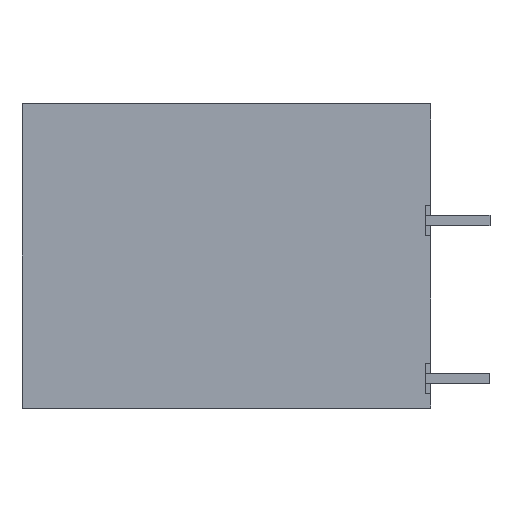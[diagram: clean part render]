
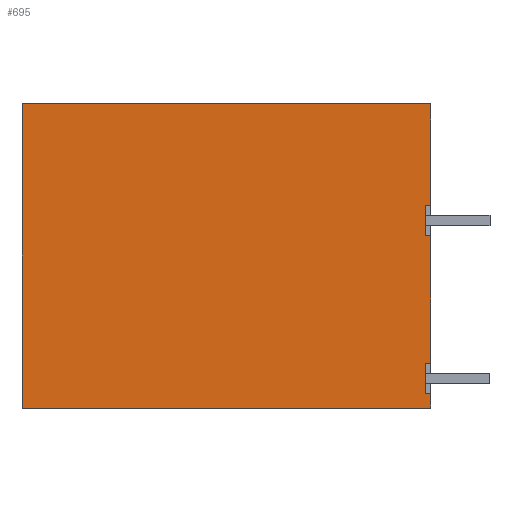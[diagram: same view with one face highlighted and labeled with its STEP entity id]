
A CAD part, left-side view. The second image highlights one B-rep face of the part: STEP entity #695.
In plain terms, the highlighted planar face has unit normal (-1, 0, 0).
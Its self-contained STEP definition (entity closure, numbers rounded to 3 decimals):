
#625=AXIS2_PLACEMENT_3D('Plane Axis2P3D',#622,#623,#624) ;
#188=CARTESIAN_POINT('Vertex',(0.,3.8,0.85)) ;
#232=CARTESIAN_POINT('Vertex',(0.,3.8,2.65)) ;
#235=CARTESIAN_POINT('Line Origine',(0.,3.8,1.75)) ;
#556=CARTESIAN_POINT('Vertex',(0.,3.5,0.85)) ;
#559=CARTESIAN_POINT('Line Origine',(0.,3.65,0.85)) ;
#577=CARTESIAN_POINT('Line Origine',(0.,3.5,0.425)) ;
#581=CARTESIAN_POINT('Vertex',(0.,3.5,0.)) ;
#602=CARTESIAN_POINT('Line Origine',(0.,15.6,0.)) ;
#606=CARTESIAN_POINT('Vertex',(0.,27.7,0.)) ;
#622=CARTESIAN_POINT('Axis2P3D Location',(0.,0.,0.)) ;
#627=CARTESIAN_POINT('Line Origine',(0.,3.8,11.1)) ;
#631=CARTESIAN_POINT('Vertex',(0.,3.8,12.)) ;
#633=CARTESIAN_POINT('Vertex',(0.,3.8,10.2)) ;
#636=CARTESIAN_POINT('Line Origine',(0.,3.65,12.)) ;
#640=CARTESIAN_POINT('Vertex',(0.,3.5,12.)) ;
#643=CARTESIAN_POINT('Line Origine',(0.,3.5,15.)) ;
#647=CARTESIAN_POINT('Vertex',(0.,3.5,18.)) ;
#650=CARTESIAN_POINT('Line Origine',(0.,15.6,18.)) ;
#654=CARTESIAN_POINT('Vertex',(0.,27.7,18.)) ;
#657=CARTESIAN_POINT('Line Origine',(0.,27.7,9.)) ;
#662=CARTESIAN_POINT('Line Origine',(0.,3.65,2.65)) ;
#666=CARTESIAN_POINT('Vertex',(0.,3.5,2.65)) ;
#669=CARTESIAN_POINT('Line Origine',(0.,3.5,6.425)) ;
#673=CARTESIAN_POINT('Vertex',(0.,3.5,10.2)) ;
#676=CARTESIAN_POINT('Line Origine',(0.,3.65,10.2)) ;
#236=DIRECTION('Vector Direction',(0.,0.,-1.)) ;
#560=DIRECTION('Vector Direction',(0.,1.,0.)) ;
#578=DIRECTION('Vector Direction',(0.,0.,-1.)) ;
#603=DIRECTION('Vector Direction',(0.,1.,0.)) ;
#623=DIRECTION('Axis2P3D Direction',(-1.,0.,0.)) ;
#624=DIRECTION('Axis2P3D XDirection',(0.,0.,1.)) ;
#628=DIRECTION('Vector Direction',(0.,0.,-1.)) ;
#637=DIRECTION('Vector Direction',(0.,1.,0.)) ;
#644=DIRECTION('Vector Direction',(0.,0.,-1.)) ;
#651=DIRECTION('Vector Direction',(0.,-1.,0.)) ;
#658=DIRECTION('Vector Direction',(0.,0.,1.)) ;
#663=DIRECTION('Vector Direction',(0.,1.,0.)) ;
#670=DIRECTION('Vector Direction',(0.,0.,-1.)) ;
#677=DIRECTION('Vector Direction',(0.,1.,0.)) ;
#237=VECTOR('Line Direction',#236,1.) ;
#561=VECTOR('Line Direction',#560,1.) ;
#579=VECTOR('Line Direction',#578,1.) ;
#604=VECTOR('Line Direction',#603,1.) ;
#629=VECTOR('Line Direction',#628,1.) ;
#638=VECTOR('Line Direction',#637,1.) ;
#645=VECTOR('Line Direction',#644,1.) ;
#652=VECTOR('Line Direction',#651,1.) ;
#659=VECTOR('Line Direction',#658,1.) ;
#664=VECTOR('Line Direction',#663,1.) ;
#671=VECTOR('Line Direction',#670,1.) ;
#678=VECTOR('Line Direction',#677,1.) ;
#682=ORIENTED_EDGE('',*,*,#635,.F.) ;
#683=ORIENTED_EDGE('',*,*,#642,.F.) ;
#684=ORIENTED_EDGE('',*,*,#649,.T.) ;
#685=ORIENTED_EDGE('',*,*,#656,.T.) ;
#686=ORIENTED_EDGE('',*,*,#661,.T.) ;
#687=ORIENTED_EDGE('',*,*,#608,.T.) ;
#688=ORIENTED_EDGE('',*,*,#583,.T.) ;
#689=ORIENTED_EDGE('',*,*,#563,.T.) ;
#690=ORIENTED_EDGE('',*,*,#239,.F.) ;
#691=ORIENTED_EDGE('',*,*,#668,.F.) ;
#692=ORIENTED_EDGE('',*,*,#675,.T.) ;
#693=ORIENTED_EDGE('',*,*,#680,.T.) ;
#695=ADVANCED_FACE('HOUSING',(#694),#626,.T.) ;
#239=EDGE_CURVE('',#233,#189,#238,.T.) ;
#563=EDGE_CURVE('',#557,#189,#562,.T.) ;
#583=EDGE_CURVE('',#582,#557,#580,.F.) ;
#608=EDGE_CURVE('',#607,#582,#605,.F.) ;
#635=EDGE_CURVE('',#632,#634,#630,.T.) ;
#642=EDGE_CURVE('',#641,#632,#639,.T.) ;
#649=EDGE_CURVE('',#641,#648,#646,.F.) ;
#656=EDGE_CURVE('',#648,#655,#653,.F.) ;
#661=EDGE_CURVE('',#655,#607,#660,.F.) ;
#668=EDGE_CURVE('',#667,#233,#665,.T.) ;
#675=EDGE_CURVE('',#667,#674,#672,.F.) ;
#680=EDGE_CURVE('',#674,#634,#679,.T.) ;
#681=EDGE_LOOP('',(#682,#683,#684,#685,#686,#687,#688,#689,#690,#691,#692,#693)) ;
#694=FACE_OUTER_BOUND('',#681,.T.) ;
#238=LINE('Line',#235,#237) ;
#562=LINE('Line',#559,#561) ;
#580=LINE('Line',#577,#579) ;
#605=LINE('Line',#602,#604) ;
#630=LINE('Line',#627,#629) ;
#639=LINE('Line',#636,#638) ;
#646=LINE('Line',#643,#645) ;
#653=LINE('Line',#650,#652) ;
#660=LINE('Line',#657,#659) ;
#665=LINE('Line',#662,#664) ;
#672=LINE('Line',#669,#671) ;
#679=LINE('Line',#676,#678) ;
#626=PLANE('',#625) ;
#189=VERTEX_POINT('',#188) ;
#233=VERTEX_POINT('',#232) ;
#557=VERTEX_POINT('',#556) ;
#582=VERTEX_POINT('',#581) ;
#607=VERTEX_POINT('',#606) ;
#632=VERTEX_POINT('',#631) ;
#634=VERTEX_POINT('',#633) ;
#641=VERTEX_POINT('',#640) ;
#648=VERTEX_POINT('',#647) ;
#655=VERTEX_POINT('',#654) ;
#667=VERTEX_POINT('',#666) ;
#674=VERTEX_POINT('',#673) ;
